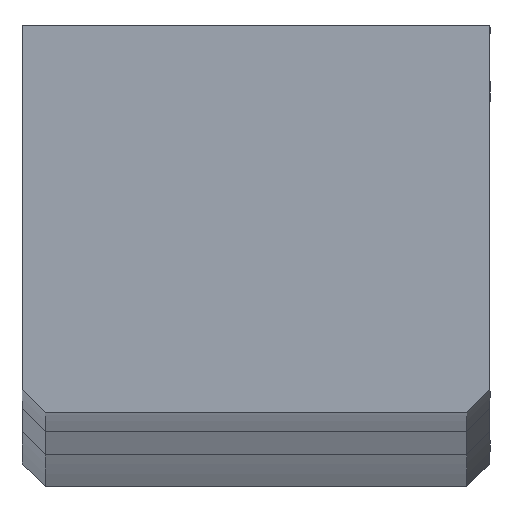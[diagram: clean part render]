
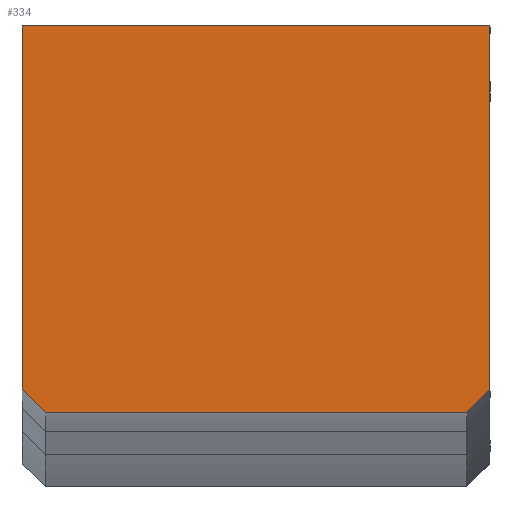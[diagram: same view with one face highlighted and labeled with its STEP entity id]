
A CAD part, left-side view. The second image highlights one B-rep face of the part: STEP entity #334.
In plain terms, the highlighted planar face has unit normal (-1, 0, 0).
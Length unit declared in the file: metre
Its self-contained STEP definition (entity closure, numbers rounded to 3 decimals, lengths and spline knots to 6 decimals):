
#58=ORIENTED_EDGE('',*,*,#132,.F.);
#59=ORIENTED_EDGE('',*,*,#145,.T.);
#60=ORIENTED_EDGE('',*,*,#147,.F.);
#61=ORIENTED_EDGE('',*,*,#148,.T.);
#62=ORIENTED_EDGE('',*,*,#149,.T.);
#63=ORIENTED_EDGE('',*,*,#137,.T.);
#132=EDGE_CURVE('',#180,#181,#210,.T.);
#137=EDGE_CURVE('',#184,#181,#213,.F.);
#145=EDGE_CURVE('',#180,#189,#219,.T.);
#147=EDGE_CURVE('',#190,#189,#221,.T.);
#148=EDGE_CURVE('',#190,#191,#222,.T.);
#149=EDGE_CURVE('',#191,#184,#223,.T.);
#180=VERTEX_POINT('',#499);
#181=VERTEX_POINT('',#501);
#184=VERTEX_POINT('',#511);
#189=VERTEX_POINT('',#527);
#190=VERTEX_POINT('',#531);
#191=VERTEX_POINT('',#533);
#210=LINE('',#500,#244);
#213=LINE('',#510,#247);
#219=LINE('',#526,#253);
#221=LINE('',#530,#255);
#222=LINE('',#532,#256);
#223=LINE('',#534,#257);
#244=VECTOR('',#399,1.);
#247=VECTOR('',#410,1.);
#253=VECTOR('',#426,1.);
#255=VECTOR('',#430,1.);
#256=VECTOR('',#431,1.);
#257=VECTOR('',#432,1.);
#282=EDGE_LOOP('',(#58,#59,#60,#61,#62,#63));
#302=FACE_BOUND('',#282,.T.);
#319=PLANE('',#371);
#334=ADVANCED_FACE('',(#302),#319,.F.);
#371=AXIS2_PLACEMENT_3D('',#529,#428,#429);
#399=DIRECTION('',(0.,1.,0.));
#410=DIRECTION('',(0.,0.707,0.707));
#426=DIRECTION('',(0.,-0.707,0.707));
#428=DIRECTION('',(1.,0.,0.));
#429=DIRECTION('',(0.,1.,0.));
#430=DIRECTION('',(0.,0.,-1.));
#431=DIRECTION('',(0.,1.,0.));
#432=DIRECTION('',(0.,0.,-1.));
#499=CARTESIAN_POINT('',(-0.097529,-0.018,-0.005181));
#500=CARTESIAN_POINT('',(-0.097529,-0.020004,-0.005181));
#501=CARTESIAN_POINT('',(-0.097529,0.018,-0.005181));
#510=CARTESIAN_POINT('',(-0.097529,0.018,-0.005181));
#511=CARTESIAN_POINT('',(-0.097529,0.02,-0.003181));
#526=CARTESIAN_POINT('',(-0.097529,-0.02,-0.003181));
#527=CARTESIAN_POINT('',(-0.097529,-0.02,-0.003181));
#529=CARTESIAN_POINT('',(-0.097529,-0.020004,0.011383));
#530=CARTESIAN_POINT('',(-0.097529,-0.02,0.011383));
#531=CARTESIAN_POINT('',(-0.097529,-0.02,0.027947));
#532=CARTESIAN_POINT('',(-0.097529,-0.020004,0.027947));
#533=CARTESIAN_POINT('',(-0.097529,0.02,0.027947));
#534=CARTESIAN_POINT('',(-0.097529,0.02,0.011383));
